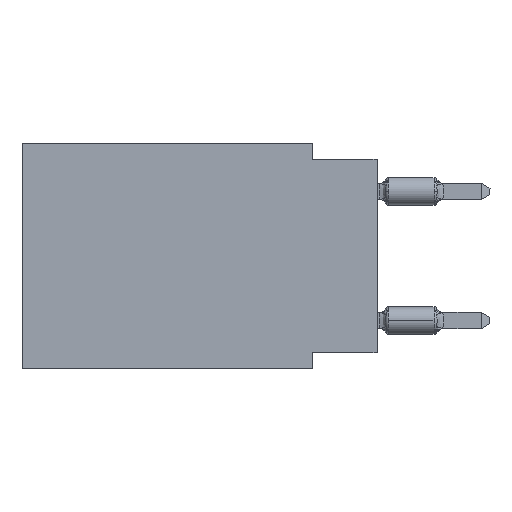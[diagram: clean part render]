
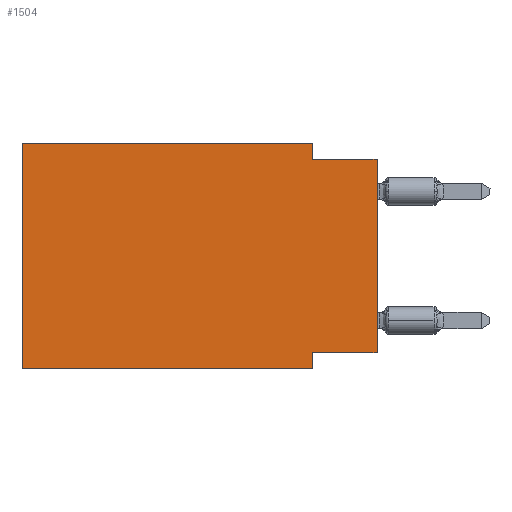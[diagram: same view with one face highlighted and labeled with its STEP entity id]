
A CAD part, left-side view. The second image highlights one B-rep face of the part: STEP entity #1504.
In plain terms, the highlighted planar face has unit normal (-1, 0, 0).
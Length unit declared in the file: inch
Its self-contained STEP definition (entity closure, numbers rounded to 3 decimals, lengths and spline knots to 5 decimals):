
#545 = VERTEX_POINT ( 'NONE', #9097 ) ;
#574 = EDGE_CURVE ( 'NONE', #1100, #10161, #9589, .T. ) ;
#849 = ORIENTED_EDGE ( 'NONE', *, *, #3724, .F. ) ;
#886 = CARTESIAN_POINT ( 'NONE',  ( 0., 0.55, 0. ) ) ;
#981 = CARTESIAN_POINT ( 'NONE',  ( 0., 0., -0.025 ) ) ;
#1021 = VERTEX_POINT ( 'NONE', #11889 ) ;
#1100 = VERTEX_POINT ( 'NONE', #13039 ) ;
#1332 = LINE ( 'NONE', #12169, #9646 ) ;
#1504 = ADVANCED_FACE ( 'NONE', ( #3906 ), #12186, .F. ) ;
#1928 = ORIENTED_EDGE ( 'NONE', *, *, #10015, .T. ) ;
#2466 = CARTESIAN_POINT ( 'NONE',  ( 0., 0.55, -0.35 ) ) ;
#2670 = VECTOR ( 'NONE', #9073, 39.37008 ) ;
#2688 = DIRECTION ( 'NONE',  ( 0., 1., 0. ) ) ;
#2875 = VERTEX_POINT ( 'NONE', #7394 ) ;
#2914 = LINE ( 'NONE', #8058, #5362 ) ;
#2995 = LINE ( 'NONE', #8049, #2670 ) ;
#3724 = EDGE_CURVE ( 'NONE', #1021, #10161, #2995, .T. ) ;
#3906 = FACE_OUTER_BOUND ( 'NONE', #5475, .T. ) ;
#4071 = VECTOR ( 'NONE', #11212, 39.37008 ) ;
#4437 = ORIENTED_EDGE ( 'NONE', *, *, #9475, .F. ) ;
#4492 = LINE ( 'NONE', #4923, #6963 ) ;
#4763 = CARTESIAN_POINT ( 'NONE',  ( 0., 0., -0.325 ) ) ;
#4923 = CARTESIAN_POINT ( 'NONE',  ( 0., 0.1, 0. ) ) ;
#4929 = DIRECTION ( 'NONE',  ( 0., 0., -1. ) ) ;
#4943 = CARTESIAN_POINT ( 'NONE',  ( 0., 0.55, 0. ) ) ;
#5154 = VECTOR ( 'NONE', #2688, 39.37008 ) ;
#5232 = ORIENTED_EDGE ( 'NONE', *, *, #12275, .F. ) ;
#5362 = VECTOR ( 'NONE', #13175, 39.37008 ) ;
#5475 = EDGE_LOOP ( 'NONE', ( #12193, #849, #7792, #4437, #8852, #1928, #11282, #5232 ) ) ;
#5993 = DIRECTION ( 'NONE',  ( 0., -1., 0. ) ) ;
#6003 = DIRECTION ( 'NONE',  ( 1., 0., 0. ) ) ;
#6116 = DIRECTION ( 'NONE',  ( 0., 0., 1. ) ) ;
#6681 = EDGE_CURVE ( 'NONE', #7314, #545, #1332, .T. ) ;
#6753 = EDGE_CURVE ( 'NONE', #8242, #2875, #10769, .T. ) ;
#6963 = VECTOR ( 'NONE', #10090, 39.37008 ) ;
#7062 = CARTESIAN_POINT ( 'NONE',  ( 0., 0.55, -0.35 ) ) ;
#7163 = LINE ( 'NONE', #7062, #12297 ) ;
#7314 = VERTEX_POINT ( 'NONE', #13177 ) ;
#7394 = CARTESIAN_POINT ( 'NONE',  ( 0., 0.55, 0. ) ) ;
#7624 = VERTEX_POINT ( 'NONE', #11746 ) ;
#7792 = ORIENTED_EDGE ( 'NONE', *, *, #12844, .F. ) ;
#7937 = LINE ( 'NONE', #4763, #5154 ) ;
#8047 = VECTOR ( 'NONE', #6116, 39.37008 ) ;
#8049 = CARTESIAN_POINT ( 'NONE',  ( 0., 0., -0.025 ) ) ;
#8058 = CARTESIAN_POINT ( 'NONE',  ( 0., 0.55, 0. ) ) ;
#8242 = VERTEX_POINT ( 'NONE', #2466 ) ;
#8852 = ORIENTED_EDGE ( 'NONE', *, *, #6753, .F. ) ;
#9073 = DIRECTION ( 'NONE',  ( 0., -1., 0. ) ) ;
#9097 = CARTESIAN_POINT ( 'NONE',  ( 0., 0.1, -0.35 ) ) ;
#9475 = EDGE_CURVE ( 'NONE', #2875, #7624, #2914, .T. ) ;
#9589 = LINE ( 'NONE', #10167, #4071 ) ;
#9646 = VECTOR ( 'NONE', #4929, 39.37008 ) ;
#10015 = EDGE_CURVE ( 'NONE', #8242, #545, #7163, .T. ) ;
#10090 = DIRECTION ( 'NONE',  ( 0., 0., -1. ) ) ;
#10161 = VERTEX_POINT ( 'NONE', #981 ) ;
#10167 = CARTESIAN_POINT ( 'NONE',  ( 0., 0., 0. ) ) ;
#10618 = AXIS2_PLACEMENT_3D ( 'NONE', #4943, #6003, #13201 ) ;
#10769 = LINE ( 'NONE', #886, #8047 ) ;
#11212 = DIRECTION ( 'NONE',  ( 0., 0., 1. ) ) ;
#11282 = ORIENTED_EDGE ( 'NONE', *, *, #6681, .F. ) ;
#11746 = CARTESIAN_POINT ( 'NONE',  ( 0., 0.1, 0. ) ) ;
#11889 = CARTESIAN_POINT ( 'NONE',  ( 0., 0.1, -0.025 ) ) ;
#12169 = CARTESIAN_POINT ( 'NONE',  ( 0., 0.1, -0.35 ) ) ;
#12186 = PLANE ( 'NONE',  #10618 ) ;
#12193 = ORIENTED_EDGE ( 'NONE', *, *, #574, .T. ) ;
#12275 = EDGE_CURVE ( 'NONE', #1100, #7314, #7937, .T. ) ;
#12297 = VECTOR ( 'NONE', #5993, 39.37008 ) ;
#12844 = EDGE_CURVE ( 'NONE', #7624, #1021, #4492, .T. ) ;
#13039 = CARTESIAN_POINT ( 'NONE',  ( 0., 0., -0.325 ) ) ;
#13175 = DIRECTION ( 'NONE',  ( 0., -1., 0. ) ) ;
#13177 = CARTESIAN_POINT ( 'NONE',  ( 0., 0.1, -0.325 ) ) ;
#13201 = DIRECTION ( 'NONE',  ( 0., 0., -1. ) ) ;
